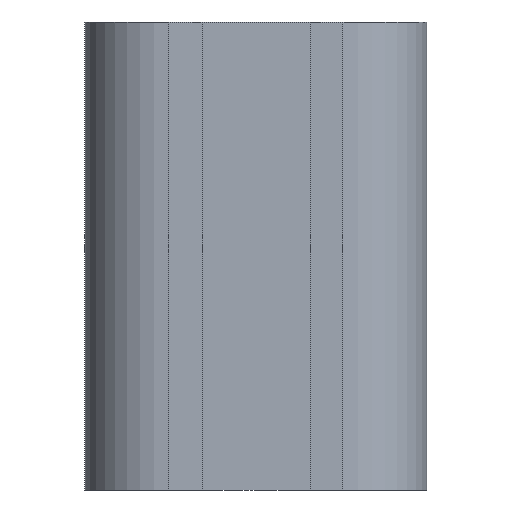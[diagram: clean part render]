
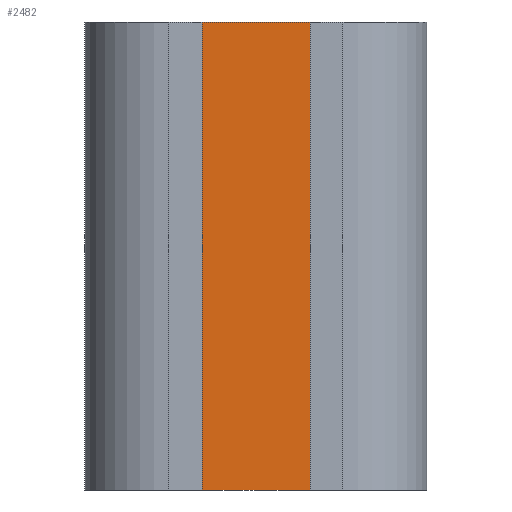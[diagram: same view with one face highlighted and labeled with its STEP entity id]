
A CAD part, front view. The second image highlights one B-rep face of the part: STEP entity #2482.
In plain terms, the highlighted planar face has unit normal (0, -1, 0).
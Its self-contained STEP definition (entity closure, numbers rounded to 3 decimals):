
#1087=CARTESIAN_POINT('',(-4.5,-9.,39.));
#1088=VERTEX_POINT('',#1087);
#1096=CARTESIAN_POINT('',(4.5,-9.,39.));
#1097=VERTEX_POINT('',#1096);
#1098=CARTESIAN_POINT('',(4.5,-9.,39.));
#1099=DIRECTION('',(-1.,-0.,0.));
#1100=VECTOR('',#1099,9.);
#1101=LINE('',#1098,#1100);
#1102=EDGE_CURVE('',#1097,#1088,#1101,.T.);
#2298=CARTESIAN_POINT('',(4.5,-9.,0.));
#2299=VERTEX_POINT('',#2298);
#2307=CARTESIAN_POINT('',(-4.5,-9.,0.));
#2308=VERTEX_POINT('',#2307);
#2309=CARTESIAN_POINT('',(4.5,-9.,0.));
#2310=DIRECTION('',(-1.,-0.,0.));
#2311=VECTOR('',#2310,9.);
#2312=LINE('',#2309,#2311);
#2313=EDGE_CURVE('',#2299,#2308,#2312,.T.);
#2440=CARTESIAN_POINT('',(4.5,-9.,39.));
#2441=DIRECTION('',(0.,0.,-1.));
#2442=VECTOR('',#2441,39.);
#2443=LINE('',#2440,#2442);
#2444=EDGE_CURVE('',#1097,#2299,#2443,.T.);
#2455=CARTESIAN_POINT('',(-4.5,-9.,39.));
#2456=DIRECTION('',(0.,0.,-1.));
#2457=VECTOR('',#2456,39.);
#2458=LINE('',#2455,#2457);
#2459=EDGE_CURVE('',#1088,#2308,#2458,.T.);
#2471=CARTESIAN_POINT('',(4.5,-9.,39.));
#2472=DIRECTION('',(0.,-1.,0.));
#2473=DIRECTION('',(0.,0.,-1.));
#2474=AXIS2_PLACEMENT_3D('',#2471,#2472,#2473);
#2475=PLANE('',#2474);
#2476=ORIENTED_EDGE('',*,*,#2313,.F.);
#2477=ORIENTED_EDGE('',*,*,#2444,.F.);
#2478=ORIENTED_EDGE('',*,*,#1102,.T.);
#2479=ORIENTED_EDGE('',*,*,#2459,.T.);
#2480=EDGE_LOOP('',(#2476,#2477,#2478,#2479));
#2481=FACE_BOUND('',#2480,.T.);
#2482=ADVANCED_FACE('',(#2481),#2475,.T.);
